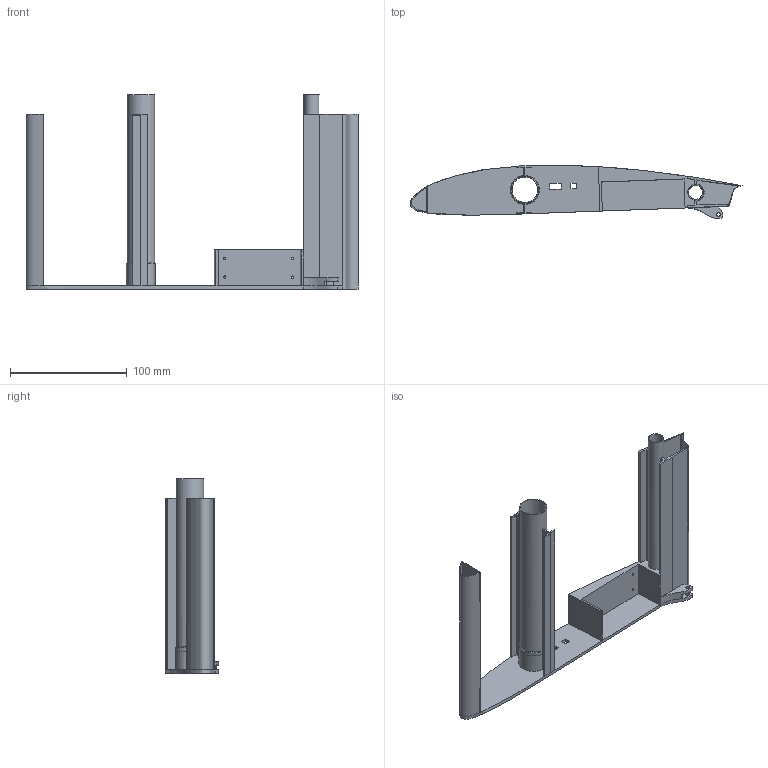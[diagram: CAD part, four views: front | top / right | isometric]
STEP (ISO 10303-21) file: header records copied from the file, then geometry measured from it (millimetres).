
FILE_DESCRIPTION(/* description */ (''),/* implementation_level */ '2;1');
FILE_NAME(/* name */ 'Wing_L_04_Flap_ServoBay.step',/* time_stamp */ '2026-02-09T03:11:42+03:30',/* author */ (''),/* organization */ (''),/* preprocessor_version */ 'ST-DEVELOPER v20.1',/* originating_system */ 'Autodesk Translation Framework v14.21.0.0',/* authorisation */ '');
FILE_SCHEMA (('AUTOMOTIVE_DESIGN { 1 0 10303 214 3 1 1 }'));
Length unit declared in the file: millimetre
Products named in the file (1): 2025-09-13-16-17-17-192
Bounding box: 284.65 x 45.49 x 167 mm (x, y, z)
Volume: 101267.7 mm3; surface area: 124877 mm2
Topology: 1 solids, 1 shells, 112 faces, 308 edges, 201 vertices
Faces by surface type: plane 57, bspline 28, cylinder 22, cone 5
Full cylindrical faces by diameter (mm): 2 x4, 3.2 x2, 12 x1, 13.3 x1, 13.6 x1, 22 x1, 23.5 x1, 23.8 x1
Entity records: 10745 total; most frequent: CARTESIAN_POINT 8107, ORIENTED_EDGE 616, DIRECTION 451, EDGE_CURVE 308, VERTEX_POINT 201, LINE 181, VECTOR 181, AXIS2_PLACEMENT_3D 135
